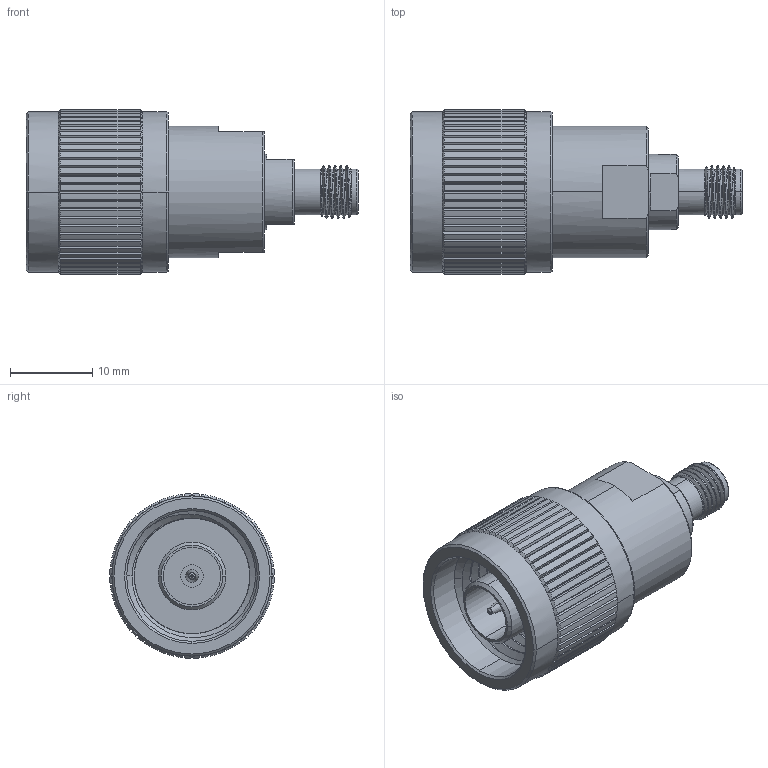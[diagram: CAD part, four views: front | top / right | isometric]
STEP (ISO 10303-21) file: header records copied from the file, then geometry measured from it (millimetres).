
FILE_DESCRIPTION (( 'STEP AP214' ), '1' );
FILE_NAME ('SM3135_3D.step', '2025-12-05T16:50:53', ( '' ), ( '' ), 'SwSTEP 2.0', 'SolidWorks 2025', '' );
FILE_SCHEMA (( 'AUTOMOTIVE_DESIGN' ));
Length unit declared in the file: inch
Products named in the file (1): SM3135_3D
Bounding box: 40.34 x 20 x 20 mm (x, y, z)
Volume: 6315.5 mm3; surface area: 3852.3 mm2
Topology: 1 solids, 1 shells, 416 faces, 943 edges, 540 vertices
Faces by surface type: plane 149, cone 146, cylinder 109, bspline 8, torus 4
Entity records: 14263 total; most frequent: CARTESIAN_POINT 5473, ORIENTED_EDGE 1886, DIRECTION 1783, EDGE_CURVE 943, AXIS2_PLACEMENT_3D 753, VERTEX_POINT 540, EDGE_LOOP 427, FACE_OUTER_BOUND 416
